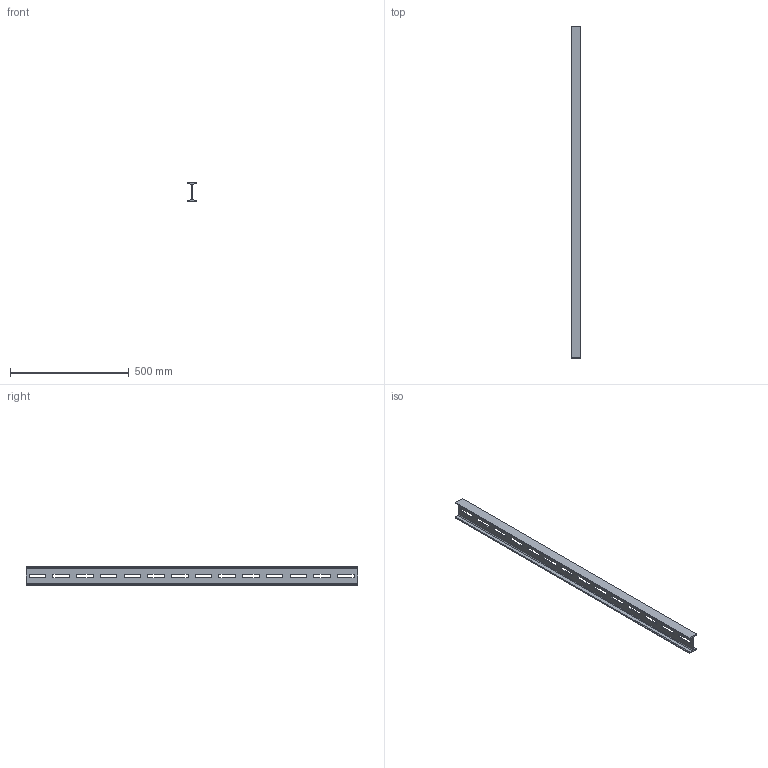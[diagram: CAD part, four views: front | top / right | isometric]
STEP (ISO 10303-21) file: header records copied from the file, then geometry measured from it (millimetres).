
FILE_DESCRIPTION((''),'2;1');
FILE_NAME('6337155','2012-07-18T',('AndreasKeweloh'),(''),'PRO/ENGINEER BY PARAMETRIC TECHNOLOGY CORPORATION, 2012130','PRO/ENGINEER BY PARAMETRIC TECHNOLOGY CORPORATION, 2012130','');
FILE_SCHEMA(('CONFIG_CONTROL_DESIGN'));
Length unit declared in the file: millimetre
Products named in the file (1): 6337155
Bounding box: 42 x 1400 x 80 mm (x, y, z)
Volume: 989785.7 mm3; surface area: 406885.7 mm2
Topology: 1 solids, 1 shells, 78 faces, 228 edges, 152 vertices
Faces by surface type: plane 70, cylinder 8
Entity records: 2642 total; most frequent: CARTESIAN_POINT 458, ORIENTED_EDGE 456, DIRECTION 400, EDGE_CURVE 228, VECTOR 212, LINE 212, VERTEX_POINT 152, EDGE_LOOP 106
